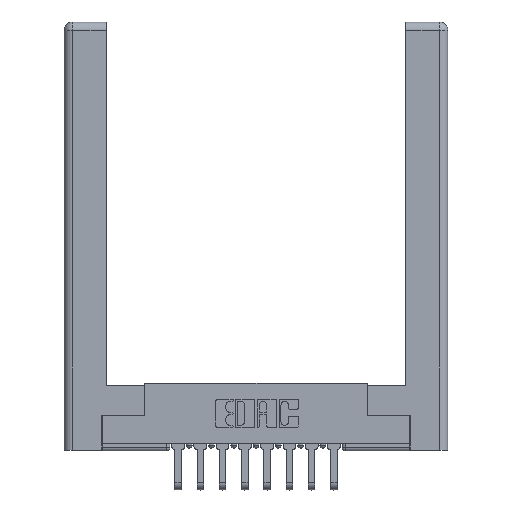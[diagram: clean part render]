
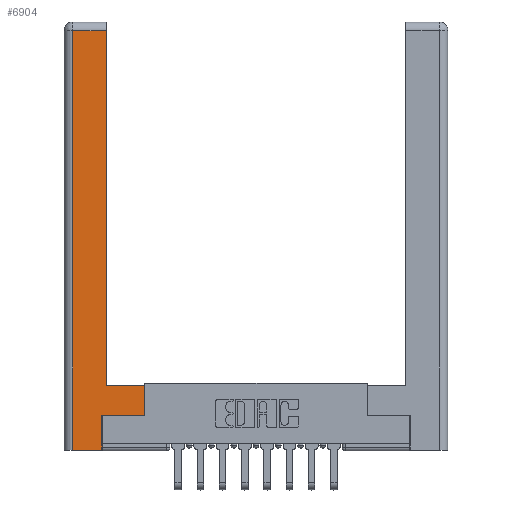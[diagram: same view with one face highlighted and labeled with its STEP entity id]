
A CAD part, top view. The second image highlights one B-rep face of the part: STEP entity #6904.
In plain terms, the highlighted planar face has unit normal (0, 0, 1).
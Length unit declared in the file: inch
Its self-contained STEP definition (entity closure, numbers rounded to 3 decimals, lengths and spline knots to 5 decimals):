
#606 = DIRECTION ( 'NONE',  ( 1., 0., 0. ) ) ;
#797 = EDGE_CURVE ( 'NONE', #5385, #1405, #11047, .T. ) ;
#804 = EDGE_CURVE ( 'NONE', #1058, #9759, #3778, .T. ) ;
#874 = EDGE_CURVE ( 'NONE', #12541, #5385, #14941, .T. ) ;
#900 = LINE ( 'NONE', #6634, #7409 ) ;
#1058 = VERTEX_POINT ( 'NONE', #11630 ) ;
#1083 = EDGE_CURVE ( 'NONE', #13353, #12541, #10662, .T. ) ;
#1405 = VERTEX_POINT ( 'NONE', #8372 ) ;
#1455 = LINE ( 'NONE', #14471, #10187 ) ;
#1942 = ORIENTED_EDGE ( 'NONE', *, *, #5814, .T. ) ;
#2847 = VECTOR ( 'NONE', #13087, 39.37008 ) ;
#3119 = FACE_OUTER_BOUND ( 'NONE', #4840, .T. ) ;
#3377 = CARTESIAN_POINT ( 'NONE',  ( 0.265, 0.245, 0. ) ) ;
#3423 = LINE ( 'NONE', #8753, #10102 ) ;
#3492 = ORIENTED_EDGE ( 'NONE', *, *, #797, .T. ) ;
#3535 = CARTESIAN_POINT ( 'NONE',  ( 0., 0., 0. ) ) ;
#3555 = CARTESIAN_POINT ( 'NONE',  ( 0.295, 3., 0. ) ) ;
#3649 = ORIENTED_EDGE ( 'NONE', *, *, #6532, .T. ) ;
#3725 = DIRECTION ( 'NONE',  ( 0., 1., 0. ) ) ;
#3778 = LINE ( 'NONE', #13033, #2847 ) ;
#4499 = CARTESIAN_POINT ( 'NONE',  ( 0.295, 0.45, 0. ) ) ;
#4747 = CARTESIAN_POINT ( 'NONE',  ( 0.565, 0.45, 0. ) ) ;
#4840 = EDGE_LOOP ( 'NONE', ( #5251, #5504, #13522, #3649, #5652, #12780, #3492, #1942 ) ) ;
#4878 = DIRECTION ( 'NONE',  ( 1., 0., 0. ) ) ;
#5066 = VECTOR ( 'NONE', #3725, 39.37008 ) ;
#5155 = EDGE_CURVE ( 'NONE', #15157, #1058, #8486, .T. ) ;
#5251 = ORIENTED_EDGE ( 'NONE', *, *, #5155, .T. ) ;
#5385 = VERTEX_POINT ( 'NONE', #8574 ) ;
#5504 = ORIENTED_EDGE ( 'NONE', *, *, #804, .T. ) ;
#5652 = ORIENTED_EDGE ( 'NONE', *, *, #1083, .T. ) ;
#5814 = EDGE_CURVE ( 'NONE', #1405, #15157, #900, .T. ) ;
#5914 = DIRECTION ( 'NONE',  ( 0., 1., 0. ) ) ;
#6056 = VECTOR ( 'NONE', #11872, 39.37008 ) ;
#6532 = EDGE_CURVE ( 'NONE', #12206, #13353, #1455, .T. ) ;
#6634 = CARTESIAN_POINT ( 'NONE',  ( 0.295, 0.45, 0. ) ) ;
#6904 = ADVANCED_FACE ( 'NONE', ( #3119 ), #7100, .F. ) ;
#7100 = PLANE ( 'NONE',  #9647 ) ;
#7409 = VECTOR ( 'NONE', #9232, 39.37008 ) ;
#8034 = VECTOR ( 'NONE', #606, 39.37008 ) ;
#8372 = CARTESIAN_POINT ( 'NONE',  ( 0.565, 0.45, 0. ) ) ;
#8486 = LINE ( 'NONE', #3555, #6056 ) ;
#8574 = CARTESIAN_POINT ( 'NONE',  ( 0.565, 0.245, 0. ) ) ;
#8753 = CARTESIAN_POINT ( 'NONE',  ( 0.0615, 0., 0. ) ) ;
#8843 = EDGE_CURVE ( 'NONE', #9759, #12206, #3423, .T. ) ;
#9232 = DIRECTION ( 'NONE',  ( -1., 0., 0. ) ) ;
#9647 = AXIS2_PLACEMENT_3D ( 'NONE', #3535, #10552, #12902 ) ;
#9759 = VERTEX_POINT ( 'NONE', #12340 ) ;
#10102 = VECTOR ( 'NONE', #11162, 39.37008 ) ;
#10187 = VECTOR ( 'NONE', #4878, 39.37008 ) ;
#10552 = DIRECTION ( 'NONE',  ( 0., 0., -1. ) ) ;
#10662 = LINE ( 'NONE', #14246, #5066 ) ;
#10767 = CARTESIAN_POINT ( 'NONE',  ( 0.0615, 0., 0. ) ) ;
#11047 = LINE ( 'NONE', #4747, #12908 ) ;
#11162 = DIRECTION ( 'NONE',  ( 0., -1., 0. ) ) ;
#11630 = CARTESIAN_POINT ( 'NONE',  ( 0.295, 2.94, 0. ) ) ;
#11872 = DIRECTION ( 'NONE',  ( 0., 1., 0. ) ) ;
#12206 = VERTEX_POINT ( 'NONE', #10767 ) ;
#12340 = CARTESIAN_POINT ( 'NONE',  ( 0.0615, 2.94, 0. ) ) ;
#12371 = CARTESIAN_POINT ( 'NONE',  ( 0.565, 0.245, 0. ) ) ;
#12541 = VERTEX_POINT ( 'NONE', #3377 ) ;
#12780 = ORIENTED_EDGE ( 'NONE', *, *, #874, .T. ) ;
#12833 = CARTESIAN_POINT ( 'NONE',  ( 0.265, 0., 0. ) ) ;
#12902 = DIRECTION ( 'NONE',  ( -1., 0., 0. ) ) ;
#12908 = VECTOR ( 'NONE', #5914, 39.37008 ) ;
#13033 = CARTESIAN_POINT ( 'NONE',  ( 0.0615, 2.94, 0. ) ) ;
#13087 = DIRECTION ( 'NONE',  ( -1., 0., 0. ) ) ;
#13353 = VERTEX_POINT ( 'NONE', #12833 ) ;
#13522 = ORIENTED_EDGE ( 'NONE', *, *, #8843, .T. ) ;
#14246 = CARTESIAN_POINT ( 'NONE',  ( 0.265, 0.245, 0. ) ) ;
#14471 = CARTESIAN_POINT ( 'NONE',  ( 0.265, 0., 0. ) ) ;
#14941 = LINE ( 'NONE', #12371, #8034 ) ;
#15157 = VERTEX_POINT ( 'NONE', #4499 ) ;
